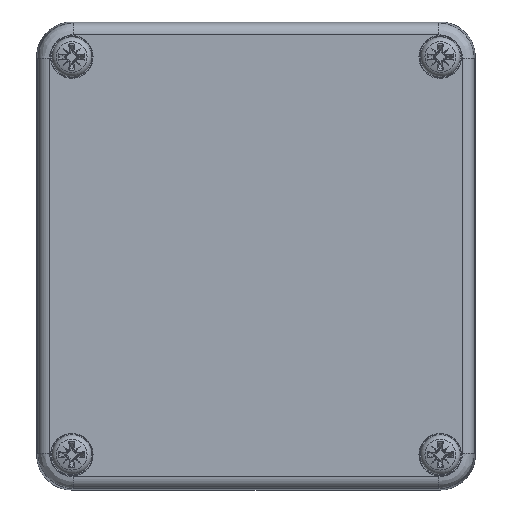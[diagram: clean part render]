
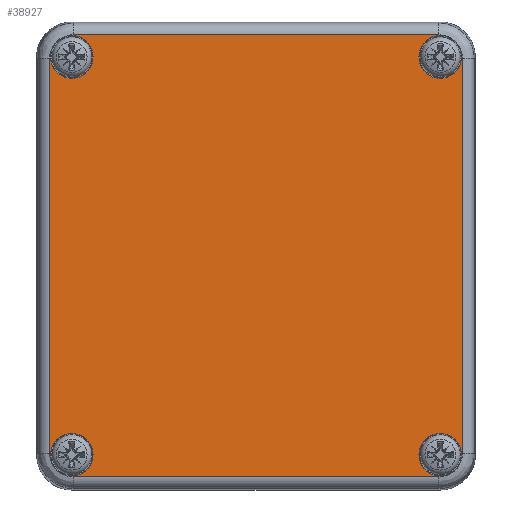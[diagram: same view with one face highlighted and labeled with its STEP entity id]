
A CAD part, top view. The second image highlights one B-rep face of the part: STEP entity #38927.
In plain terms, the highlighted face is planar.
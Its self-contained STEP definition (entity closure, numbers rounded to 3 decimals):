
#38402=CARTESIAN_POINT('',(-31.273,-37.773,-15.0));
#38403=VERTEX_POINT('',#38402);
#38411=CARTESIAN_POINT('',(31.273,-37.773,-15.0));
#38412=VERTEX_POINT('',#38411);
#38413=CARTESIAN_POINT('',(-31.273,-37.773,-15.0));
#38414=DIRECTION('',(1.0,0.0,0.0));
#38415=VECTOR('',#38414,62.547);
#38416=LINE('',#38413,#38415);
#38417=EDGE_CURVE('',#38403,#38412,#38416,.T.);
#38468=CARTESIAN_POINT('',(35.273,-33.773,-15.0));
#38469=VERTEX_POINT('',#38468);
#38487=CARTESIAN_POINT('',(31.272,-33.772,-15.0));
#38488=DIRECTION('',(0.0,0.0,1.0));
#38489=DIRECTION('',(0.707,-0.707,0.0));
#38490=AXIS2_PLACEMENT_3D('',#38487,#38488,#38489);
#38491=ELLIPSE('',#38490,4.001,4.);
#38492=EDGE_CURVE('',#38412,#38469,#38491,.T.);
#38502=CARTESIAN_POINT('',(35.273,33.773,-15.0));
#38503=VERTEX_POINT('',#38502);
#38520=CARTESIAN_POINT('',(35.273,-33.773,-15.0));
#38521=DIRECTION('',(0.0,1.0,0.0));
#38522=VECTOR('',#38521,67.547);
#38523=LINE('',#38520,#38522);
#38524=EDGE_CURVE('',#38469,#38503,#38523,.T.);
#38560=CARTESIAN_POINT('',(31.273,37.773,-15.0));
#38561=VERTEX_POINT('',#38560);
#38579=CARTESIAN_POINT('',(31.272,33.772,-15.0));
#38580=DIRECTION('',(0.0,0.0,1.0));
#38581=DIRECTION('',(0.707,0.707,0.0));
#38582=AXIS2_PLACEMENT_3D('',#38579,#38580,#38581);
#38583=ELLIPSE('',#38582,4.001,4.);
#38584=EDGE_CURVE('',#38503,#38561,#38583,.T.);
#38594=CARTESIAN_POINT('',(-31.273,37.773,-15.0));
#38595=VERTEX_POINT('',#38594);
#38612=CARTESIAN_POINT('',(31.273,37.773,-15.0));
#38613=DIRECTION('',(-1.0,0.0,0.0));
#38614=VECTOR('',#38613,62.547);
#38615=LINE('',#38612,#38614);
#38616=EDGE_CURVE('',#38561,#38595,#38615,.T.);
#38652=CARTESIAN_POINT('',(-35.273,33.773,-15.0));
#38653=VERTEX_POINT('',#38652);
#38671=CARTESIAN_POINT('',(-31.272,33.772,-15.0));
#38672=DIRECTION('',(0.0,0.0,1.0));
#38673=DIRECTION('',(-0.707,0.707,0.0));
#38674=AXIS2_PLACEMENT_3D('',#38671,#38672,#38673);
#38675=ELLIPSE('',#38674,4.001,4.);
#38676=EDGE_CURVE('',#38595,#38653,#38675,.T.);
#38686=CARTESIAN_POINT('',(-35.273,-33.773,-15.0));
#38687=VERTEX_POINT('',#38686);
#38704=CARTESIAN_POINT('',(-35.273,33.773,-15.0));
#38705=DIRECTION('',(0.0,-1.0,0.0));
#38706=VECTOR('',#38705,67.547);
#38707=LINE('',#38704,#38706);
#38708=EDGE_CURVE('',#38653,#38687,#38707,.T.);
#38753=CARTESIAN_POINT('',(-31.272,-33.772,-15.0));
#38754=DIRECTION('',(0.0,0.0,1.0));
#38755=DIRECTION('',(-0.707,-0.707,0.0));
#38756=AXIS2_PLACEMENT_3D('',#38753,#38754,#38755);
#38757=ELLIPSE('',#38756,4.001,4.);
#38758=EDGE_CURVE('',#38687,#38403,#38757,.T.);
#38868=CARTESIAN_POINT('',(0.,0.,-15.0));
#38869=DIRECTION('',(0.0,0.0,1.0));
#38870=DIRECTION('',(1.0,0.0,0.0));
#38871=AXIS2_PLACEMENT_3D('',#38868,#38869,#38870);
#38872=PLANE('',#38871);
#38873=ORIENTED_EDGE('',*,*,#38417,.F.);
#38874=ORIENTED_EDGE('',*,*,#38758,.F.);
#38875=ORIENTED_EDGE('',*,*,#38708,.F.);
#38876=ORIENTED_EDGE('',*,*,#38676,.F.);
#38877=ORIENTED_EDGE('',*,*,#38616,.F.);
#38878=ORIENTED_EDGE('',*,*,#38584,.F.);
#38879=ORIENTED_EDGE('',*,*,#38524,.F.);
#38880=ORIENTED_EDGE('',*,*,#38492,.F.);
#38881=EDGE_LOOP('',(#38873,#38874,#38875,#38876,#38877,#38878,#38879,#38880));
#38882=FACE_OUTER_BOUND('',#38881,.T.);
#38883=CARTESIAN_POINT('',(27.85,-34.,-15.0));
#38884=VERTEX_POINT('',#38883);
#38885=CARTESIAN_POINT('',(31.5,-34.,-15.0));
#38886=DIRECTION('',(0.0,0.0,1.0));
#38887=DIRECTION('',(1.0,0.0,0.0));
#38888=AXIS2_PLACEMENT_3D('',#38885,#38886,#38887);
#38889=CIRCLE('',#38888,3.65);
#38890=EDGE_CURVE('',#38884,#38884,#38889,.T.);
#38891=ORIENTED_EDGE('',*,*,#38890,.T.);
#38892=EDGE_LOOP('',(#38891));
#38893=FACE_BOUND('',#38892,.T.);
#38894=CARTESIAN_POINT('',(27.85,34.,-15.0));
#38895=VERTEX_POINT('',#38894);
#38896=CARTESIAN_POINT('',(31.5,34.,-15.0));
#38897=DIRECTION('',(0.0,0.0,1.0));
#38898=DIRECTION('',(1.0,0.0,0.0));
#38899=AXIS2_PLACEMENT_3D('',#38896,#38897,#38898);
#38900=CIRCLE('',#38899,3.65);
#38901=EDGE_CURVE('',#38895,#38895,#38900,.T.);
#38902=ORIENTED_EDGE('',*,*,#38901,.T.);
#38903=EDGE_LOOP('',(#38902));
#38904=FACE_BOUND('',#38903,.T.);
#38905=CARTESIAN_POINT('',(-35.15,-34.,-15.0));
#38906=VERTEX_POINT('',#38905);
#38907=CARTESIAN_POINT('',(-31.5,-34.,-15.0));
#38908=DIRECTION('',(0.0,0.0,1.0));
#38909=DIRECTION('',(1.0,0.0,0.0));
#38910=AXIS2_PLACEMENT_3D('',#38907,#38908,#38909);
#38911=CIRCLE('',#38910,3.65);
#38912=EDGE_CURVE('',#38906,#38906,#38911,.T.);
#38913=ORIENTED_EDGE('',*,*,#38912,.T.);
#38914=EDGE_LOOP('',(#38913));
#38915=FACE_BOUND('',#38914,.T.);
#38916=CARTESIAN_POINT('',(-35.15,34.,-15.0));
#38917=VERTEX_POINT('',#38916);
#38918=CARTESIAN_POINT('',(-31.5,34.,-15.0));
#38919=DIRECTION('',(0.0,0.0,1.0));
#38920=DIRECTION('',(1.0,0.0,0.0));
#38921=AXIS2_PLACEMENT_3D('',#38918,#38919,#38920);
#38922=CIRCLE('',#38921,3.65);
#38923=EDGE_CURVE('',#38917,#38917,#38922,.T.);
#38924=ORIENTED_EDGE('',*,*,#38923,.T.);
#38925=EDGE_LOOP('',(#38924));
#38926=FACE_BOUND('',#38925,.T.);
#38927=ADVANCED_FACE('',(#38882,#38893,#38904,#38915,#38926),#38872,.F.);
